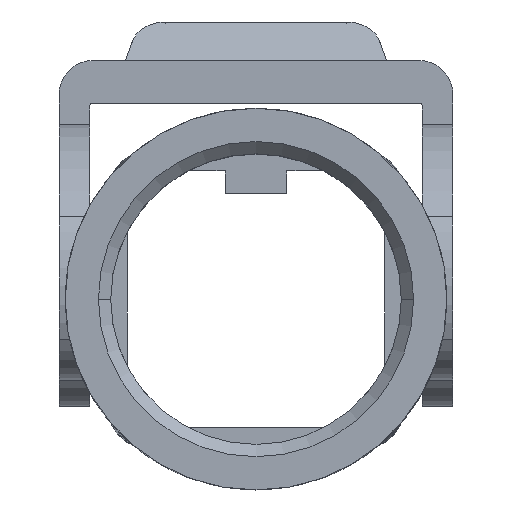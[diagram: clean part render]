
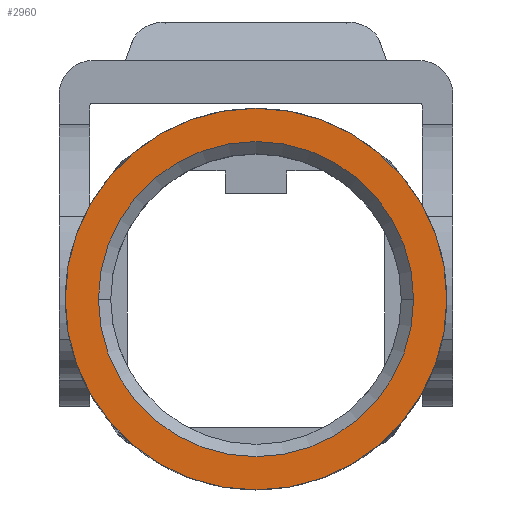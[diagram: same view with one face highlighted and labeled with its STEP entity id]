
A CAD part, top view. The second image highlights one B-rep face of the part: STEP entity #2960.
In plain terms, the highlighted planar face has unit normal (0, 0, 1).
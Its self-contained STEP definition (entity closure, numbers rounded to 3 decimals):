
#1160=CARTESIAN_POINT('',(57.966,40.359,57.));
#1170=VERTEX_POINT('',#1160);
#1200=CARTESIAN_POINT('',(42.466,40.359,57.));
#1210=DIRECTION('',(0.,0.,1.));
#1220=DIRECTION('',(1.,0.,0.));
#1230=AXIS2_PLACEMENT_3D('',#1200,#1210,#1220);
#1240=CIRCLE('',#1230,15.5);
#1250=CARTESIAN_POINT('',(26.966,40.359,57.));
#1260=VERTEX_POINT('',#1250);
#1270=EDGE_CURVE('',#1170,#1260,#1240,.T.);
#2710=CARTESIAN_POINT('',(6.264,49.445,57.));
#2720=DIRECTION('',(0.,0.,1.));
#2730=DIRECTION('',(1.,0.,0.));
#2740=AXIS2_PLACEMENT_3D('',#2710,#2720,#2730);
#2750=PLANE('',#2740);
#2760=CARTESIAN_POINT('',(42.466,40.359,57.));
#2770=DIRECTION('',(0.,0.,1.));
#2780=DIRECTION('',(1.,0.,0.));
#2790=AXIS2_PLACEMENT_3D('',#2760,#2770,#2780);
#2800=CIRCLE('',#2790,12.8);
#2810=CARTESIAN_POINT('',(29.666,40.359,57.));
#2820=VERTEX_POINT('',#2810);
#2830=CARTESIAN_POINT('',(55.266,40.359,57.));
#2840=VERTEX_POINT('',#2830);
#2850=EDGE_CURVE('',#2820,#2840,#2800,.T.);
#2860=ORIENTED_EDGE('',*,*,#2850,.F.);
#2870=EDGE_CURVE('',#2840,#2820,#2800,.T.);
#2880=ORIENTED_EDGE('',*,*,#2870,.F.);
#2890=EDGE_LOOP('',(#2880,#2860));
#2900=FACE_BOUND('',#2890,.T.);
#2910=EDGE_CURVE('',#1260,#1170,#1240,.T.);
#2920=ORIENTED_EDGE('',*,*,#2910,.T.);
#2930=ORIENTED_EDGE('',*,*,#1270,.T.);
#2940=EDGE_LOOP('',(#2930,#2920));
#2950=FACE_OUTER_BOUND('',#2940,.T.);
#2960=ADVANCED_FACE('',(#2900,#2950),#2750,.T.);
